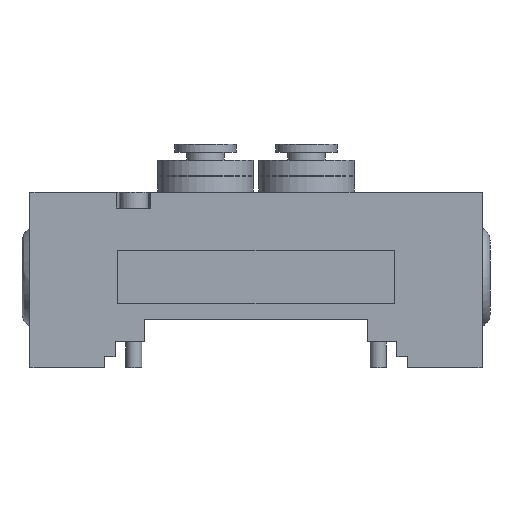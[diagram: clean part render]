
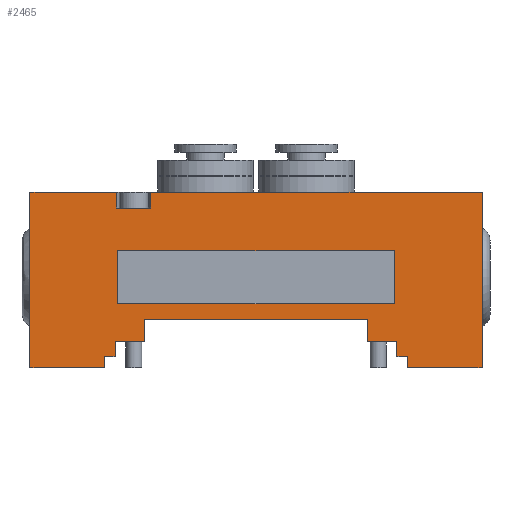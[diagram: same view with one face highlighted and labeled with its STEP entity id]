
A CAD part, top view. The second image highlights one B-rep face of the part: STEP entity #2465.
In plain terms, the highlighted planar face has unit normal (0, 0, 1).
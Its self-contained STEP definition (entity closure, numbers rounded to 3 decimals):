
#427=CARTESIAN_POINT('',(-28.5,-14.9,9.25));
#428=VERTEX_POINT('',#427);
#435=CARTESIAN_POINT('',(-28.5,-17.,9.25));
#436=VERTEX_POINT('',#435);
#437=CARTESIAN_POINT('',(-28.5,-14.9,9.25));
#438=DIRECTION('',(0.0,-1.0,0.0));
#439=VECTOR('',#438,2.1);
#440=LINE('',#437,#439);
#441=EDGE_CURVE('',#428,#436,#440,.T.);
#524=CARTESIAN_POINT('',(-42.5,0.,9.25));
#525=VERTEX_POINT('',#524);
#560=CARTESIAN_POINT('',(-42.5,16.,9.25));
#561=VERTEX_POINT('',#560);
#562=CARTESIAN_POINT('',(-42.5,0.,9.25));
#563=DIRECTION('',(0.0,1.0,0.0));
#564=VECTOR('',#563,16.);
#565=LINE('',#562,#564);
#566=EDGE_CURVE('',#525,#561,#565,.T.);
#599=CARTESIAN_POINT('',(-42.5,-17.,9.25));
#600=VERTEX_POINT('',#599);
#607=CARTESIAN_POINT('',(-42.5,-17.,9.25));
#608=DIRECTION('',(0.0,1.0,0.0));
#609=VECTOR('',#608,17.0);
#610=LINE('',#607,#609);
#611=EDGE_CURVE('',#600,#525,#610,.T.);
#629=CARTESIAN_POINT('',(-28.5,-17.,9.25));
#630=DIRECTION('',(-1.0,0.0,0.0));
#631=VECTOR('',#630,14.);
#632=LINE('',#629,#631);
#633=EDGE_CURVE('',#436,#600,#632,.T.);
#654=CARTESIAN_POINT('',(42.5,0.,9.25));
#655=VERTEX_POINT('',#654);
#698=CARTESIAN_POINT('',(42.5,16.,9.25));
#699=VERTEX_POINT('',#698);
#706=CARTESIAN_POINT('',(42.5,0.,9.25));
#707=DIRECTION('',(0.0,1.0,0.0));
#708=VECTOR('',#707,16.);
#709=LINE('',#706,#708);
#710=EDGE_CURVE('',#655,#699,#709,.T.);
#721=CARTESIAN_POINT('',(42.5,-17.,9.25));
#722=VERTEX_POINT('',#721);
#723=CARTESIAN_POINT('',(42.5,-17.,9.25));
#724=DIRECTION('',(0.0,1.0,0.0));
#725=VECTOR('',#724,17.0);
#726=LINE('',#723,#725);
#727=EDGE_CURVE('',#722,#655,#726,.T.);
#752=CARTESIAN_POINT('',(28.5,-17.,9.25));
#753=VERTEX_POINT('',#752);
#754=CARTESIAN_POINT('',(28.5,-17.,9.25));
#755=DIRECTION('',(1.0,0.0,0.0));
#756=VECTOR('',#755,14.);
#757=LINE('',#754,#756);
#758=EDGE_CURVE('',#753,#722,#757,.T.);
#782=CARTESIAN_POINT('',(28.5,-14.9,9.25));
#783=VERTEX_POINT('',#782);
#799=CARTESIAN_POINT('',(28.5,-14.9,9.25));
#800=DIRECTION('',(0.0,-1.0,0.0));
#801=VECTOR('',#800,2.1);
#802=LINE('',#799,#801);
#803=EDGE_CURVE('',#783,#753,#802,.T.);
#1071=CARTESIAN_POINT('',(21.,-12.15,9.25));
#1072=VERTEX_POINT('',#1071);
#1079=CARTESIAN_POINT('',(21.0,-8.,9.25));
#1080=VERTEX_POINT('',#1079);
#1081=CARTESIAN_POINT('',(21.0,-8.,9.25));
#1082=DIRECTION('',(0.0,-1.0,0.0));
#1083=VECTOR('',#1082,4.15);
#1084=LINE('',#1081,#1083);
#1085=EDGE_CURVE('',#1080,#1072,#1084,.T.);
#1110=CARTESIAN_POINT('',(-21.0,-8.,9.25));
#1111=VERTEX_POINT('',#1110);
#1112=CARTESIAN_POINT('',(-21.0,-8.,9.25));
#1113=DIRECTION('',(1.0,0.0,0.0));
#1114=VECTOR('',#1113,42.0);
#1115=LINE('',#1112,#1114);
#1116=EDGE_CURVE('',#1111,#1080,#1115,.T.);
#1141=CARTESIAN_POINT('',(-21.,-12.15,9.25));
#1142=VERTEX_POINT('',#1141);
#1143=CARTESIAN_POINT('',(-21.,-12.15,9.25));
#1144=DIRECTION('',(0.0,1.0,0.0));
#1145=VECTOR('',#1144,4.15);
#1146=LINE('',#1143,#1145);
#1147=EDGE_CURVE('',#1142,#1111,#1146,.T.);
#1172=CARTESIAN_POINT('',(-26.5,-12.15,9.25));
#1173=VERTEX_POINT('',#1172);
#1174=CARTESIAN_POINT('',(-26.5,-12.15,9.25));
#1175=DIRECTION('',(1.0,0.0,0.0));
#1176=VECTOR('',#1175,5.5);
#1177=LINE('',#1174,#1176);
#1178=EDGE_CURVE('',#1173,#1142,#1177,.T.);
#1206=CARTESIAN_POINT('',(-26.5,-14.9,9.25));
#1207=VERTEX_POINT('',#1206);
#1208=CARTESIAN_POINT('',(-26.5,-14.9,9.25));
#1209=DIRECTION('',(0.0,1.0,0.0));
#1210=VECTOR('',#1209,2.75);
#1211=LINE('',#1208,#1210);
#1212=EDGE_CURVE('',#1207,#1173,#1211,.T.);
#1235=CARTESIAN_POINT('',(-28.5,-14.9,9.25));
#1236=DIRECTION('',(1.0,0.0,0.0));
#1237=VECTOR('',#1236,2.);
#1238=LINE('',#1235,#1237);
#1239=EDGE_CURVE('',#428,#1207,#1238,.T.);
#1259=CARTESIAN_POINT('',(26.5,-14.9,9.25));
#1260=VERTEX_POINT('',#1259);
#1261=CARTESIAN_POINT('',(26.5,-14.9,9.25));
#1262=DIRECTION('',(1.0,0.0,0.0));
#1263=VECTOR('',#1262,2.);
#1264=LINE('',#1261,#1263);
#1265=EDGE_CURVE('',#1260,#783,#1264,.T.);
#1290=CARTESIAN_POINT('',(26.5,-12.15,9.25));
#1291=VERTEX_POINT('',#1290);
#1292=CARTESIAN_POINT('',(26.5,-12.15,9.25));
#1293=DIRECTION('',(0.0,-1.0,0.0));
#1294=VECTOR('',#1293,2.75);
#1295=LINE('',#1292,#1294);
#1296=EDGE_CURVE('',#1291,#1260,#1295,.T.);
#1319=CARTESIAN_POINT('',(21.,-12.15,9.25));
#1320=DIRECTION('',(1.0,0.0,0.0));
#1321=VECTOR('',#1320,5.5);
#1322=LINE('',#1319,#1321);
#1323=EDGE_CURVE('',#1072,#1291,#1322,.T.);
#1537=CARTESIAN_POINT('',(26.0,-5.,9.25));
#1538=VERTEX_POINT('',#1537);
#1545=CARTESIAN_POINT('',(26.0,5.,9.25));
#1546=VERTEX_POINT('',#1545);
#1547=CARTESIAN_POINT('',(26.0,5.,9.25));
#1548=DIRECTION('',(0.0,-1.0,0.0));
#1549=VECTOR('',#1548,10.);
#1550=LINE('',#1547,#1549);
#1551=EDGE_CURVE('',#1546,#1538,#1550,.T.);
#2204=CARTESIAN_POINT('',(-19.75,13.0,9.25));
#2205=VERTEX_POINT('',#2204);
#2214=CARTESIAN_POINT('',(-19.75,16.,9.25));
#2215=VERTEX_POINT('',#2214);
#2216=CARTESIAN_POINT('',(-19.75,16.,9.25));
#2217=DIRECTION('',(0.0,-1.0,0.0));
#2218=VECTOR('',#2217,3.);
#2219=LINE('',#2216,#2218);
#2220=EDGE_CURVE('',#2215,#2205,#2219,.T.);
#2277=CARTESIAN_POINT('',(-26.25,13.0,9.25));
#2278=VERTEX_POINT('',#2277);
#2286=CARTESIAN_POINT('',(-26.25,16.,9.25));
#2287=VERTEX_POINT('',#2286);
#2294=CARTESIAN_POINT('',(-26.25,13.0,9.25));
#2295=DIRECTION('',(0.0,1.0,0.0));
#2296=VECTOR('',#2295,3.);
#2297=LINE('',#2294,#2296);
#2298=EDGE_CURVE('',#2278,#2287,#2297,.T.);
#2311=CARTESIAN_POINT('',(-19.75,13.0,9.25));
#2312=DIRECTION('',(-1.0,0.0,0.0));
#2313=VECTOR('',#2312,6.5);
#2314=LINE('',#2311,#2313);
#2315=EDGE_CURVE('',#2205,#2278,#2314,.T.);
#2329=CARTESIAN_POINT('',(-26.0,-5.,9.25));
#2330=VERTEX_POINT('',#2329);
#2337=CARTESIAN_POINT('',(26.0,-5.,9.25));
#2338=DIRECTION('',(-1.0,0.0,0.0));
#2339=VECTOR('',#2338,52.0);
#2340=LINE('',#2337,#2339);
#2341=EDGE_CURVE('',#1538,#2330,#2340,.T.);
#2353=CARTESIAN_POINT('',(-26.0,5.,9.25));
#2354=VERTEX_POINT('',#2353);
#2361=CARTESIAN_POINT('',(-26.0,-5.,9.25));
#2362=DIRECTION('',(0.0,1.0,0.0));
#2363=VECTOR('',#2362,10.);
#2364=LINE('',#2361,#2363);
#2365=EDGE_CURVE('',#2330,#2354,#2364,.T.);
#2378=CARTESIAN_POINT('',(-26.0,5.,9.25));
#2379=DIRECTION('',(1.0,0.0,0.0));
#2380=VECTOR('',#2379,52.0);
#2381=LINE('',#2378,#2380);
#2382=EDGE_CURVE('',#2354,#1546,#2381,.T.);
#2396=CARTESIAN_POINT('',(-42.5,16.,9.25));
#2397=DIRECTION('',(1.0,0.0,0.0));
#2398=VECTOR('',#2397,16.25);
#2399=LINE('',#2396,#2398);
#2400=EDGE_CURVE('',#561,#2287,#2399,.T.);
#2405=CARTESIAN_POINT('',(-19.75,16.,9.25));
#2406=DIRECTION('',(1.0,0.0,0.0));
#2407=VECTOR('',#2406,62.25);
#2408=LINE('',#2405,#2407);
#2409=EDGE_CURVE('',#2215,#699,#2408,.T.);
#2430=CARTESIAN_POINT('',(0.,-0.75,9.25));
#2431=DIRECTION('',(0.0,0.0,1.0));
#2432=DIRECTION('',(1.0,0.0,0.0));
#2433=AXIS2_PLACEMENT_3D('',#2430,#2431,#2432);
#2434=PLANE('',#2433);
#2435=ORIENTED_EDGE('',*,*,#1265,.T.);
#2436=ORIENTED_EDGE('',*,*,#803,.T.);
#2437=ORIENTED_EDGE('',*,*,#758,.T.);
#2438=ORIENTED_EDGE('',*,*,#727,.T.);
#2439=ORIENTED_EDGE('',*,*,#710,.T.);
#2440=ORIENTED_EDGE('',*,*,#2409,.F.);
#2441=ORIENTED_EDGE('',*,*,#2220,.T.);
#2442=ORIENTED_EDGE('',*,*,#2315,.T.);
#2443=ORIENTED_EDGE('',*,*,#2298,.T.);
#2444=ORIENTED_EDGE('',*,*,#2400,.F.);
#2445=ORIENTED_EDGE('',*,*,#566,.F.);
#2446=ORIENTED_EDGE('',*,*,#611,.F.);
#2447=ORIENTED_EDGE('',*,*,#633,.F.);
#2448=ORIENTED_EDGE('',*,*,#441,.F.);
#2449=ORIENTED_EDGE('',*,*,#1239,.T.);
#2450=ORIENTED_EDGE('',*,*,#1212,.T.);
#2451=ORIENTED_EDGE('',*,*,#1178,.T.);
#2452=ORIENTED_EDGE('',*,*,#1147,.T.);
#2453=ORIENTED_EDGE('',*,*,#1116,.T.);
#2454=ORIENTED_EDGE('',*,*,#1085,.T.);
#2455=ORIENTED_EDGE('',*,*,#1323,.T.);
#2456=ORIENTED_EDGE('',*,*,#1296,.T.);
#2457=EDGE_LOOP('',(#2435,#2436,#2437,#2438,#2439,#2440,#2441,#2442,#2443,#2444,#2445,#2446,#2447,#2448,#2449,#2450,#2451,#2452,#2453,#2454,#2455,#2456));
#2458=FACE_OUTER_BOUND('',#2457,.T.);
#2459=ORIENTED_EDGE('',*,*,#2341,.T.);
#2460=ORIENTED_EDGE('',*,*,#2365,.T.);
#2461=ORIENTED_EDGE('',*,*,#2382,.T.);
#2462=ORIENTED_EDGE('',*,*,#1551,.T.);
#2463=EDGE_LOOP('',(#2459,#2460,#2461,#2462));
#2464=FACE_BOUND('',#2463,.T.);
#2465=ADVANCED_FACE('',(#2458,#2464),#2434,.T.);
